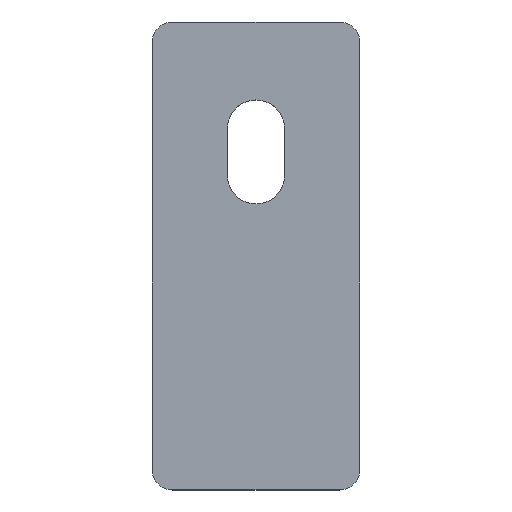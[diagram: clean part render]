
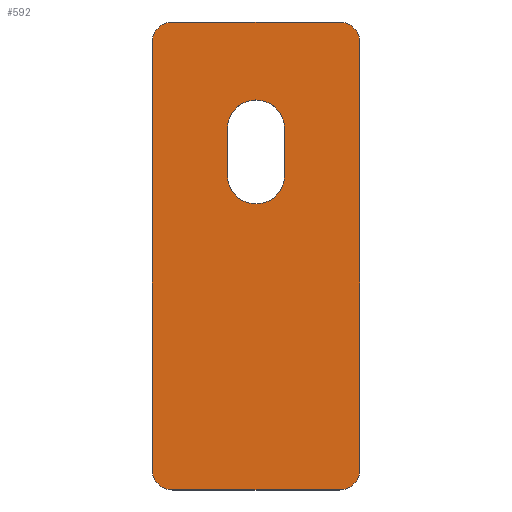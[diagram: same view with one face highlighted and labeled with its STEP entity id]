
A CAD part, top view. The second image highlights one B-rep face of the part: STEP entity #592.
In plain terms, the highlighted planar face has unit normal (0, 0, 1).
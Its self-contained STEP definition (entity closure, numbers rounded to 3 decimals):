
#303=CARTESIAN_POINT('',(16.,41.,2.5));
#304=DIRECTION('',(0.,0.,1.));
#305=DIRECTION('',(1.,0.,0.));
#306=AXIS2_PLACEMENT_3D('',#303,#304,#305);
#308=DIRECTION('',(0.,1.,0.));
#309=VECTOR('',#308,82.);
#310=CARTESIAN_POINT('',(20.,-41.,2.5));
#311=LINE('',#310,#309);
#312=CARTESIAN_POINT('',(16.,-41.,2.5));
#313=DIRECTION('',(0.,0.,1.));
#314=DIRECTION('',(0.,-1.,0.));
#315=AXIS2_PLACEMENT_3D('',#312,#313,#314);
#317=DIRECTION('',(1.,0.,0.));
#318=VECTOR('',#317,32.);
#319=CARTESIAN_POINT('',(-16.,-45.,2.5));
#320=LINE('',#319,#318);
#321=CARTESIAN_POINT('',(-16.,-41.,2.5));
#322=DIRECTION('',(0.,0.,1.));
#323=DIRECTION('',(-1.,0.,0.));
#324=AXIS2_PLACEMENT_3D('',#321,#322,#323);
#326=DIRECTION('',(0.,-1.,0.));
#327=VECTOR('',#326,82.);
#328=CARTESIAN_POINT('',(-20.,41.,2.5));
#329=LINE('',#328,#327);
#330=CARTESIAN_POINT('',(-16.,41.,2.5));
#331=DIRECTION('',(0.,0.,1.));
#332=DIRECTION('',(0.,1.,0.));
#333=AXIS2_PLACEMENT_3D('',#330,#331,#332);
#335=DIRECTION('',(-1.,0.,0.));
#336=VECTOR('',#335,32.);
#337=CARTESIAN_POINT('',(16.,45.,2.5));
#338=LINE('',#337,#336);
#339=CARTESIAN_POINT('',(0.,24.5,2.5));
#340=DIRECTION('',(0.,0.,1.));
#341=DIRECTION('',(1.,0.,0.));
#342=AXIS2_PLACEMENT_3D('',#339,#340,#341);
#344=DIRECTION('',(0.,-1.,0.));
#345=VECTOR('',#344,9.);
#346=CARTESIAN_POINT('',(-5.5,24.5,2.5));
#347=LINE('',#346,#345);
#348=CARTESIAN_POINT('',(0.,15.5,2.5));
#349=DIRECTION('',(0.,0.,1.));
#350=DIRECTION('',(-1.,0.,0.));
#351=AXIS2_PLACEMENT_3D('',#348,#349,#350);
#353=DIRECTION('',(0.,1.,0.));
#354=VECTOR('',#353,9.);
#355=CARTESIAN_POINT('',(5.5,15.5,2.5));
#356=LINE('',#355,#354);
#377=CARTESIAN_POINT('',(20.,41.,2.5));
#378=VERTEX_POINT('',#377);
#379=CARTESIAN_POINT('',(16.,45.,2.5));
#380=VERTEX_POINT('',#379);
#385=CARTESIAN_POINT('',(-16.,45.,2.5));
#386=VERTEX_POINT('',#385);
#387=CARTESIAN_POINT('',(-20.,41.,2.5));
#388=VERTEX_POINT('',#387);
#393=CARTESIAN_POINT('',(16.,-45.,2.5));
#394=VERTEX_POINT('',#393);
#395=CARTESIAN_POINT('',(20.,-41.,2.5));
#396=VERTEX_POINT('',#395);
#401=CARTESIAN_POINT('',(-20.,-41.,2.5));
#402=VERTEX_POINT('',#401);
#403=CARTESIAN_POINT('',(-16.,-45.,2.5));
#404=VERTEX_POINT('',#403);
#413=CARTESIAN_POINT('',(5.5,24.5,2.5));
#414=CARTESIAN_POINT('',(-5.5,24.5,2.5));
#415=VERTEX_POINT('',#413);
#416=VERTEX_POINT('',#414);
#417=CARTESIAN_POINT('',(-5.5,15.5,2.5));
#418=VERTEX_POINT('',#417);
#419=CARTESIAN_POINT('',(5.5,15.5,2.5));
#420=VERTEX_POINT('',#419);
#567=CARTESIAN_POINT('',(0.,0.,2.5));
#568=DIRECTION('',(0.,0.,1.));
#569=DIRECTION('',(1.,0.,0.));
#570=AXIS2_PLACEMENT_3D('',#567,#568,#569);
#571=PLANE('',#570);
#572=ORIENTED_EDGE('',*,*,#463,.F.);
#573=ORIENTED_EDGE('',*,*,#479,.F.);
#574=ORIENTED_EDGE('',*,*,#492,.F.);
#575=ORIENTED_EDGE('',*,*,#507,.F.);
#576=ORIENTED_EDGE('',*,*,#520,.F.);
#577=ORIENTED_EDGE('',*,*,#533,.F.);
#578=ORIENTED_EDGE('',*,*,#548,.F.);
#579=ORIENTED_EDGE('',*,*,#560,.F.);
#580=EDGE_LOOP('',(#572,#573,#574,#575,#576,#577,#578,#579));
#581=FACE_OUTER_BOUND('',#580,.F.);
#583=ORIENTED_EDGE('',*,*,#582,.T.);
#585=ORIENTED_EDGE('',*,*,#584,.T.);
#587=ORIENTED_EDGE('',*,*,#586,.T.);
#589=ORIENTED_EDGE('',*,*,#588,.T.);
#590=EDGE_LOOP('',(#583,#585,#587,#589));
#591=FACE_BOUND('',#590,.F.);
#592=ADVANCED_FACE('',(#581,#591),#571,.T.);
#307=CIRCLE('',#306,4.);
#316=CIRCLE('',#315,4.);
#325=CIRCLE('',#324,4.);
#334=CIRCLE('',#333,4.);
#343=CIRCLE('',#342,5.5);
#352=CIRCLE('',#351,5.5);
#463=EDGE_CURVE('',#378,#380,#307,.T.);
#479=EDGE_CURVE('',#396,#378,#311,.T.);
#492=EDGE_CURVE('',#394,#396,#316,.T.);
#507=EDGE_CURVE('',#404,#394,#320,.T.);
#520=EDGE_CURVE('',#402,#404,#325,.T.);
#533=EDGE_CURVE('',#388,#402,#329,.T.);
#548=EDGE_CURVE('',#386,#388,#334,.T.);
#560=EDGE_CURVE('',#380,#386,#338,.T.);
#582=EDGE_CURVE('',#415,#416,#343,.T.);
#584=EDGE_CURVE('',#416,#418,#347,.T.);
#586=EDGE_CURVE('',#418,#420,#352,.T.);
#588=EDGE_CURVE('',#420,#415,#356,.T.);
